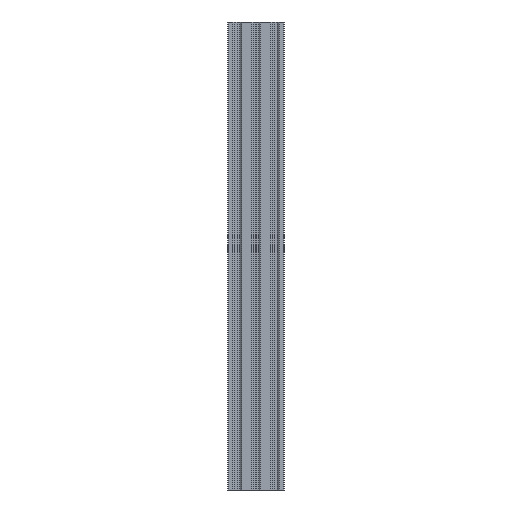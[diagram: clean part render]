
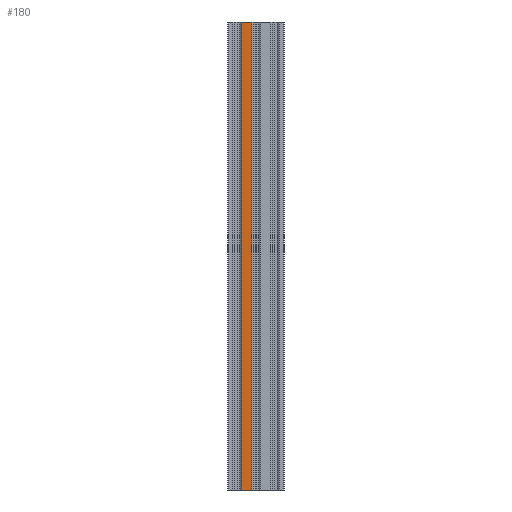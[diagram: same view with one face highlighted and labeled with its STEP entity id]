
A CAD part, left-side view. The second image highlights one B-rep face of the part: STEP entity #180.
In plain terms, the highlighted planar face has unit normal (-1, 0, 0).
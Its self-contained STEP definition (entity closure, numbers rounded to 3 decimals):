
#180 = ADVANCED_FACE ( 'NONE', ( #4301 ), #213, .T. ) ;
#213 = PLANE ( 'NONE',  #2642 ) ;
#231 = CARTESIAN_POINT ( 'NONE',  ( -10., 0., 500. ) ) ;
#251 = DIRECTION ( 'NONE',  ( 0., 1., 0. ) ) ;
#459 = CARTESIAN_POINT ( 'NONE',  ( -10., 4.58, 0. ) ) ;
#641 = DIRECTION ( 'NONE',  ( -1., 0., 0. ) ) ;
#650 = CARTESIAN_POINT ( 'NONE',  ( -10., 4.58, 500. ) ) ;
#659 = CARTESIAN_POINT ( 'NONE',  ( -10., 0., 500. ) ) ;
#816 = VECTOR ( 'NONE', #4716, 1000. ) ;
#841 = VERTEX_POINT ( 'NONE', #2987 ) ;
#1059 = DIRECTION ( 'NONE',  ( 0., 0., 1. ) ) ;
#1095 = LINE ( 'NONE', #659, #5345 ) ;
#1422 = CARTESIAN_POINT ( 'NONE',  ( -10., 15.42, 500. ) ) ;
#1623 = EDGE_CURVE ( 'NONE', #1717, #1765, #2925, .T. ) ;
#1717 = VERTEX_POINT ( 'NONE', #459 ) ;
#1765 = VERTEX_POINT ( 'NONE', #2581 ) ;
#1915 = LINE ( 'NONE', #1422, #816 ) ;
#2395 = EDGE_CURVE ( 'NONE', #2794, #841, #1095, .T. ) ;
#2581 = CARTESIAN_POINT ( 'NONE',  ( -10., 15.42, 0. ) ) ;
#2642 = AXIS2_PLACEMENT_3D ( 'NONE', #231, #641, #1059 ) ;
#2794 = VERTEX_POINT ( 'NONE', #4843 ) ;
#2925 = LINE ( 'NONE', #3329, #3760 ) ;
#2930 = VECTOR ( 'NONE', #3557, 1000. ) ;
#2987 = CARTESIAN_POINT ( 'NONE',  ( -10., 15.42, 500. ) ) ;
#3062 = ORIENTED_EDGE ( 'NONE', *, *, #4485, .F. ) ;
#3129 = EDGE_CURVE ( 'NONE', #841, #1765, #1915, .T. ) ;
#3274 = EDGE_LOOP ( 'NONE', ( #5139, #3062, #5351, #3434 ) ) ;
#3329 = CARTESIAN_POINT ( 'NONE',  ( -10., 0., 0. ) ) ;
#3434 = ORIENTED_EDGE ( 'NONE', *, *, #3129, .T. ) ;
#3557 = DIRECTION ( 'NONE',  ( 0., 0., -1. ) ) ;
#3760 = VECTOR ( 'NONE', #5342, 1000. ) ;
#4301 = FACE_OUTER_BOUND ( 'NONE', #3274, .T. ) ;
#4485 = EDGE_CURVE ( 'NONE', #2794, #1717, #5205, .T. ) ;
#4716 = DIRECTION ( 'NONE',  ( 0., 0., -1. ) ) ;
#4843 = CARTESIAN_POINT ( 'NONE',  ( -10., 4.58, 500. ) ) ;
#5139 = ORIENTED_EDGE ( 'NONE', *, *, #1623, .F. ) ;
#5205 = LINE ( 'NONE', #650, #2930 ) ;
#5342 = DIRECTION ( 'NONE',  ( 0., 1., 0. ) ) ;
#5345 = VECTOR ( 'NONE', #251, 1000. ) ;
#5351 = ORIENTED_EDGE ( 'NONE', *, *, #2395, .T. ) ;
